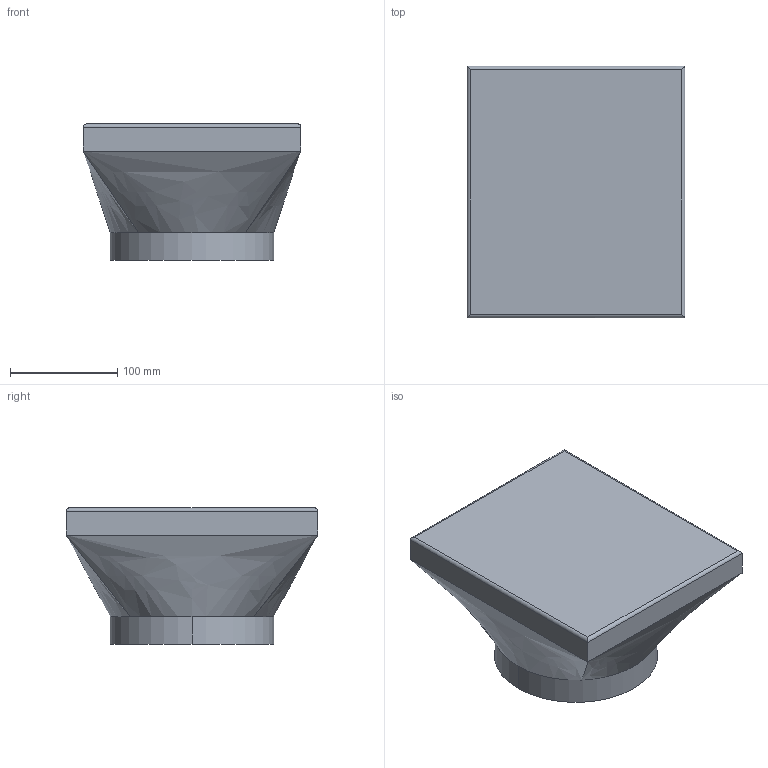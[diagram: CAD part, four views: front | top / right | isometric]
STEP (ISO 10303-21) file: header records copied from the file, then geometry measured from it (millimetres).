
FILE_DESCRIPTION (( 'STEP AP214' ), '1' );
FILE_NAME ('NFR25_Radiator_v2.STEP', '2024-09-30T21:40:50', ( '' ), ( '' ), 'SwSTEP 2.0', 'SolidWorks 2024', '' );
FILE_SCHEMA (( 'AUTOMOTIVE_DESIGN' ));
Length unit declared in the file: inch
Products named in the file (1): NFR25_Radiator_v2
Bounding box: 203.2 x 234.7 x 127 mm (x, y, z)
Volume: 4105023.8 mm3; surface area: 290113.3 mm2
Topology: 3 solids, 3 shells, 20 faces, 38 edges, 24 vertices
Faces by surface type: plane 10, cylinder 6, bspline 4
Entity records: 739 total; most frequent: CARTESIAN_POINT 299, DIRECTION 76, ORIENTED_EDGE 76, EDGE_CURVE 38, VECTOR 26, LINE 26, AXIS2_PLACEMENT_3D 25, VERTEX_POINT 24
